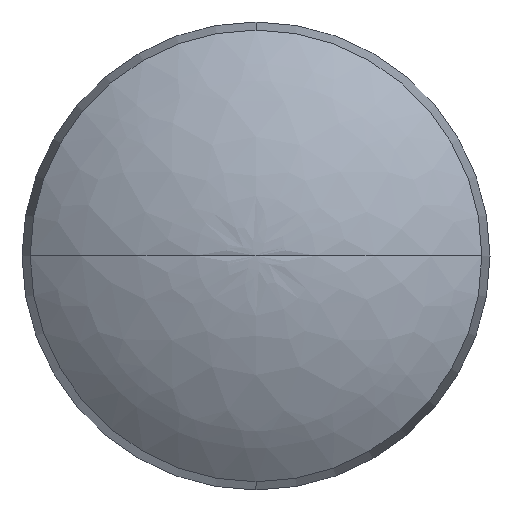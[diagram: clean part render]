
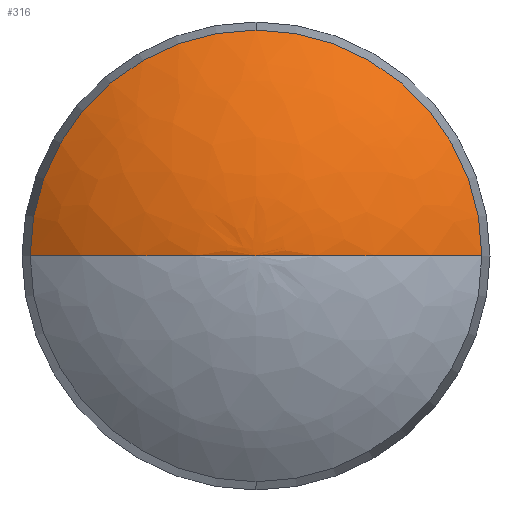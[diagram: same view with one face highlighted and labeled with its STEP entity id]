
A CAD part, top view. The second image highlights one B-rep face of the part: STEP entity #316.
In plain terms, the highlighted free-form (B-spline) face has degree [2, 2] with [3, 9] control points.
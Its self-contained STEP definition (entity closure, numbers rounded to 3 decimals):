
#160=CARTESIAN_POINT('',(0.0,0.,24.1));
#161=VERTEX_POINT('',#160);
#162=CARTESIAN_POINT('',(19.331,0.,17.601));
#163=VERTEX_POINT('',#162);
#164=CARTESIAN_POINT('',(0.001,0.,-7.9));
#165=DIRECTION('',(0.0,1.0,0.0));
#166=DIRECTION('',(1.0,0.0,0.0));
#167=AXIS2_PLACEMENT_3D('',#164,#165,#166);
#168=CIRCLE('',#167,32.);
#169=EDGE_CURVE('',#161,#163,#168,.T.);
#171=CARTESIAN_POINT('',(-19.331,0.,17.601));
#172=VERTEX_POINT('',#171);
#173=CARTESIAN_POINT('',(-0.001,0.,-7.9));
#174=DIRECTION('',(0.0,-1.0,0.0));
#175=DIRECTION('',(-1.0,0.0,0.0));
#176=AXIS2_PLACEMENT_3D('',#173,#174,#175);
#177=CIRCLE('',#176,32.);
#178=EDGE_CURVE('',#161,#172,#177,.T.);
#204=CARTESIAN_POINT('',(0.0,19.331,17.601));
#205=VERTEX_POINT('',#204);
#214=CARTESIAN_POINT('',(0.0,0.,17.601));
#215=DIRECTION('',(0.0,0.0,1.0));
#216=DIRECTION('',(0.0,1.0,0.0));
#217=AXIS2_PLACEMENT_3D('',#214,#215,#216);
#218=CIRCLE('',#217,19.331);
#219=EDGE_CURVE('',#163,#205,#218,.T.);
#265=CARTESIAN_POINT('',(0.0,0.,17.601));
#266=DIRECTION('',(0.0,0.0,1.0));
#267=DIRECTION('',(0.0,1.0,0.0));
#268=AXIS2_PLACEMENT_3D('',#265,#266,#267);
#269=CIRCLE('',#268,19.331);
#270=EDGE_CURVE('',#205,#172,#269,.T.);
#275=CARTESIAN_POINT('',(-19.331,0.,17.601));
#276=CARTESIAN_POINT('',(-10.758,0.,24.1));
#277=CARTESIAN_POINT('',(0.,0.,24.1));
#278=CARTESIAN_POINT('',(-19.331,19.331,17.601));
#279=CARTESIAN_POINT('',(-10.758,10.758,24.1));
#280=CARTESIAN_POINT('',(0.,0.,24.1));
#281=CARTESIAN_POINT('',(0.,19.331,17.601));
#282=CARTESIAN_POINT('',(0.,10.758,24.1));
#283=CARTESIAN_POINT('',(0.,0.,24.1));
#284=CARTESIAN_POINT('',(19.331,19.331,17.601));
#285=CARTESIAN_POINT('',(10.758,10.758,24.1));
#286=CARTESIAN_POINT('',(0.,0.,24.1));
#287=CARTESIAN_POINT('',(19.331,0.,17.601));
#288=CARTESIAN_POINT('',(10.758,0.,24.1));
#289=CARTESIAN_POINT('',(0.,0.,24.1));
#290=CARTESIAN_POINT('',(19.331,-19.331,17.601));
#291=CARTESIAN_POINT('',(10.758,-10.758,24.1));
#292=CARTESIAN_POINT('',(0.,0.,24.1));
#293=CARTESIAN_POINT('',(0.,-19.331,17.601));
#294=CARTESIAN_POINT('',(0.,-10.758,24.1));
#295=CARTESIAN_POINT('',(0.,0.,24.1));
#296=CARTESIAN_POINT('',(-19.331,-19.331,17.601));
#297=CARTESIAN_POINT('',(-10.758,-10.758,24.1));
#298=CARTESIAN_POINT('',(0.,0.,24.1));
#299=CARTESIAN_POINT('',(-19.331,0.,17.601));
#300=CARTESIAN_POINT('',(-10.758,0.,24.1));
#301=CARTESIAN_POINT('',(0.,0.,24.1));
#309=(BOUNDED_SURFACE()B_SPLINE_SURFACE(2,2,((#275,#278,#281,#284,#287,#290,#293,#296,#299),(#276,#279,#282,#285,#288,#291,#294,#297,#300),(#277,#280,#283,#286,#289,#292,#295,#298,#301)),.UNSPECIFIED.,.F.,.T.,.U.)B_SPLINE_SURFACE_WITH_KNOTS((3,3),(3,2,2,2,3),(0.922,1.571),(0.0,1.571,3.142,4.712,6.283),.UNSPECIFIED.)GEOMETRIC_REPRESENTATION_ITEM()RATIONAL_B_SPLINE_SURFACE(((1.0,0.707,1.0,0.707,1.0,0.707,1.0,0.707,1.0),(0.948,0.67,0.948,0.67,0.948,0.67,0.948,0.67,0.948),(1.0,0.707,1.0,0.707,1.0,0.707,1.0,0.707,1.0)))REPRESENTATION_ITEM('')SURFACE());
#310=ORIENTED_EDGE('',*,*,#169,.T.);
#311=ORIENTED_EDGE('',*,*,#219,.T.);
#312=ORIENTED_EDGE('',*,*,#270,.T.);
#313=ORIENTED_EDGE('',*,*,#178,.F.);
#314=EDGE_LOOP('',(#310,#311,#312,#313));
#315=FACE_OUTER_BOUND('',#314,.T.);
#316=ADVANCED_FACE('',(#315),#309,.T.);
